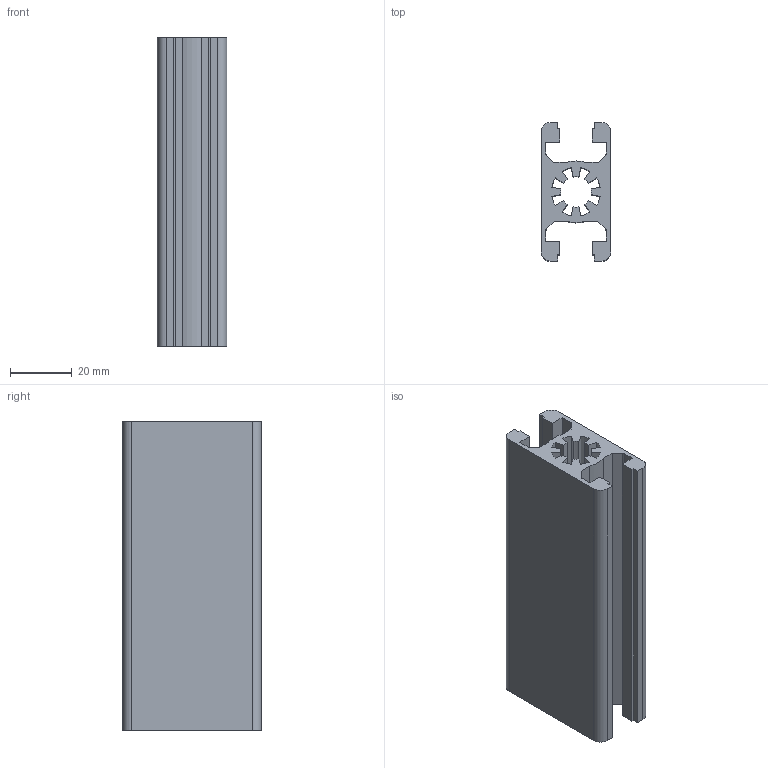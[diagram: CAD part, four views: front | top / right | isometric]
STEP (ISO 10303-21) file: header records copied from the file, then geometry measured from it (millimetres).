
FILE_DESCRIPTION((''),'2;1');
FILE_NAME('K_162245-100.stp','2013-02-18T10:45:24',('VeronikaF'),(''),'Autodesk Inventor 2011','Autodesk Inventor 2011','');
FILE_SCHEMA(('AUTOMOTIVE_DESIGN { 1 0 10303 214 1 1 1 1 }'));
Length unit declared in the file: millimetre
Products named in the file (1): K_162245-100
Bounding box: 22.5 x 45 x 100 mm (x, y, z)
Volume: 48451.8 mm3; surface area: 31111.5 mm2
Topology: 1 solids, 1 shells, 78 faces, 228 edges, 152 vertices
Faces by surface type: plane 52, cylinder 26
Entity records: 2614 total; most frequent: CARTESIAN_POINT 459, ORIENTED_EDGE 456, DIRECTION 438, EDGE_CURVE 228, VECTOR 176, LINE 176, VERTEX_POINT 152, AXIS2_PLACEMENT_3D 131
